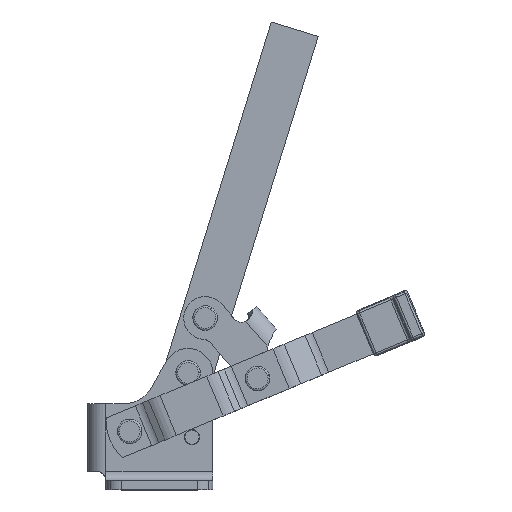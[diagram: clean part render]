
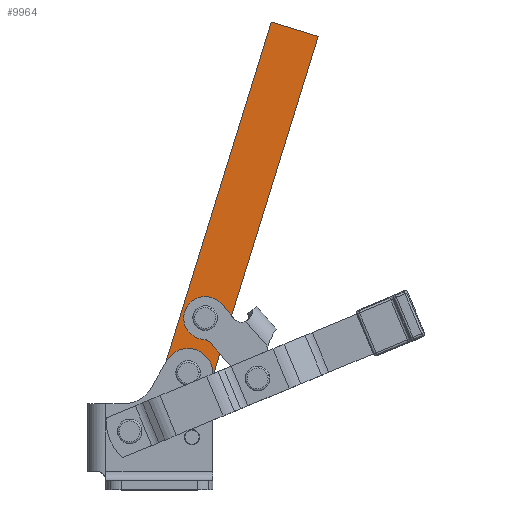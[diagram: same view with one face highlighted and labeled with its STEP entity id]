
A CAD part, top view. The second image highlights one B-rep face of the part: STEP entity #9964.
In plain terms, the highlighted planar face has unit normal (0, 0, 1).
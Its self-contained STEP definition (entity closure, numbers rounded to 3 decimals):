
#4724=CARTESIAN_POINT('',(29.107,8.277,-3.422));
#4725=VERTEX_POINT('',#4724);
#4741=CARTESIAN_POINT('',(27.962,8.581,-3.422));
#4742=VERTEX_POINT('',#4741);
#4749=CARTESIAN_POINT('',(27.779,5.587,-3.422));
#4750=DIRECTION('',(0.,0.,1.));
#4751=DIRECTION('',(0.443,0.897,0.));
#4752=AXIS2_PLACEMENT_3D('',#4749,#4750,#4751);
#4753=CIRCLE('',#4752,3.0);
#4754=EDGE_CURVE('',#4725,#4742,#4753,.T.);
#4766=CARTESIAN_POINT('',(27.645,22.529,-3.422));
#4767=VERTEX_POINT('',#4766);
#4783=CARTESIAN_POINT('',(33.675,20.155,-3.422));
#4784=VERTEX_POINT('',#4783);
#4791=CARTESIAN_POINT('',(28.388,15.568,-3.422));
#4792=DIRECTION('',(0.,0.,-1.0));
#4793=DIRECTION('',(-0.106,0.994,0.));
#4794=AXIS2_PLACEMENT_3D('',#4791,#4792,#4793);
#4795=CIRCLE('',#4794,7.0);
#4796=EDGE_CURVE('',#4767,#4784,#4795,.T.);
#6809=CARTESIAN_POINT('',(30.85,-3.505,-3.422));
#6810=VERTEX_POINT('',#6809);
#6817=CARTESIAN_POINT('',(30.85,-2.293,-3.422));
#6818=VERTEX_POINT('',#6817);
#6819=CARTESIAN_POINT('',(30.85,-2.293,-3.422));
#6820=DIRECTION('',(0.0,-1.0,0.0));
#6821=VECTOR('',#6820,1.212);
#6822=LINE('',#6819,#6821);
#6823=EDGE_CURVE('',#6818,#6810,#6822,.T.);
#6972=CARTESIAN_POINT('',(15.922,1.707,-3.422));
#6973=VERTEX_POINT('',#6972);
#6988=CARTESIAN_POINT('',(22.85,-2.293,-3.422));
#6989=DIRECTION('',(0.0,0.0,-1.0));
#6990=DIRECTION('',(-1.0,0.0,0.0));
#6991=AXIS2_PLACEMENT_3D('',#6988,#6989,#6990);
#6992=CIRCLE('',#6991,8.0);
#6993=EDGE_CURVE('',#6973,#6818,#6992,.T.);
#7261=CARTESIAN_POINT('',(15.474,0.931,-3.422));
#7262=VERTEX_POINT('',#7261);
#8980=CARTESIAN_POINT('',(15.922,1.707,-3.422));
#8981=DIRECTION('',(-0.5,-0.866,0.));
#8982=VECTOR('',#8981,0.896);
#8983=LINE('',#8980,#8982);
#8984=EDGE_CURVE('',#6973,#7262,#8983,.T.);
#9781=CARTESIAN_POINT('',(49.857,111.828,-3.422));
#9782=VERTEX_POINT('',#9781);
#9783=CARTESIAN_POINT('',(65.139,107.09,-3.422));
#9784=VERTEX_POINT('',#9783);
#9785=CARTESIAN_POINT('',(49.857,111.828,-3.422));
#9786=DIRECTION('',(0.955,-0.296,0.));
#9787=VECTOR('',#9786,16.);
#9788=LINE('',#9785,#9787);
#9789=EDGE_CURVE('',#9782,#9784,#9788,.T.);
#9830=CARTESIAN_POINT('',(15.474,0.931,-3.422));
#9831=DIRECTION('',(0.296,0.955,0.));
#9832=VECTOR('',#9831,116.104);
#9833=LINE('',#9830,#9832);
#9834=EDGE_CURVE('',#7262,#9782,#9833,.T.);
#9894=CARTESIAN_POINT('',(36.998,16.325,-3.422));
#9895=VERTEX_POINT('',#9894);
#9896=CARTESIAN_POINT('',(65.139,107.09,-3.422));
#9897=DIRECTION('',(-0.296,-0.955,0.));
#9898=VECTOR('',#9897,95.027);
#9899=LINE('',#9896,#9898);
#9900=EDGE_CURVE('',#9784,#9895,#9899,.T.);
#9902=CARTESIAN_POINT('',(33.163,3.958,-3.422));
#9903=VERTEX_POINT('',#9902);
#9910=CARTESIAN_POINT('',(33.163,3.958,-3.422));
#9911=DIRECTION('',(-0.296,-0.955,0.));
#9912=VECTOR('',#9911,7.813);
#9913=LINE('',#9910,#9912);
#9914=EDGE_CURVE('',#9903,#6810,#9913,.T.);
#9920=CARTESIAN_POINT('',(38.989,49.762,-3.422));
#9921=DIRECTION('',(0.0,0.0,1.0));
#9922=DIRECTION('',(-0.296,-0.955,0.0));
#9923=AXIS2_PLACEMENT_3D('',#9920,#9921,#9922);
#9924=PLANE('',#9923);
#9925=CARTESIAN_POINT('',(33.675,20.155,-3.422));
#9926=DIRECTION('',(0.655,-0.755,0.));
#9927=VECTOR('',#9926,5.07);
#9928=LINE('',#9925,#9927);
#9929=EDGE_CURVE('',#4784,#9895,#9928,.T.);
#9930=ORIENTED_EDGE('',*,*,#9929,.T.);
#9931=ORIENTED_EDGE('',*,*,#9900,.F.);
#9932=ORIENTED_EDGE('',*,*,#9789,.F.);
#9933=ORIENTED_EDGE('',*,*,#9834,.F.);
#9934=ORIENTED_EDGE('',*,*,#8984,.F.);
#9935=ORIENTED_EDGE('',*,*,#6993,.T.);
#9936=ORIENTED_EDGE('',*,*,#6823,.T.);
#9937=ORIENTED_EDGE('',*,*,#9914,.F.);
#9938=CARTESIAN_POINT('',(30.045,7.552,-3.422));
#9939=VERTEX_POINT('',#9938);
#9940=CARTESIAN_POINT('',(33.163,3.958,-3.422));
#9941=DIRECTION('',(-0.655,0.755,0.));
#9942=VECTOR('',#9941,4.759);
#9943=LINE('',#9940,#9942);
#9944=EDGE_CURVE('',#9903,#9939,#9943,.T.);
#9945=ORIENTED_EDGE('',*,*,#9944,.T.);
#9946=CARTESIAN_POINT('',(27.779,5.587,-3.422));
#9947=DIRECTION('',(0.,0.,1.));
#9948=DIRECTION('',(0.443,0.897,0.));
#9949=AXIS2_PLACEMENT_3D('',#9946,#9947,#9948);
#9950=CIRCLE('',#9949,3.0);
#9951=EDGE_CURVE('',#9939,#4725,#9950,.T.);
#9952=ORIENTED_EDGE('',*,*,#9951,.T.);
#9953=ORIENTED_EDGE('',*,*,#4754,.T.);
#9954=CARTESIAN_POINT('',(28.388,15.568,-3.422));
#9955=DIRECTION('',(0.,0.,-1.0));
#9956=DIRECTION('',(-0.106,0.994,0.));
#9957=AXIS2_PLACEMENT_3D('',#9954,#9955,#9956);
#9958=CIRCLE('',#9957,7.0);
#9959=EDGE_CURVE('',#4742,#4767,#9958,.T.);
#9960=ORIENTED_EDGE('',*,*,#9959,.T.);
#9961=ORIENTED_EDGE('',*,*,#4796,.T.);
#9962=EDGE_LOOP('',(#9930,#9931,#9932,#9933,#9934,#9935,#9936,#9937,#9945,#9952,#9953,#9960,#9961));
#9963=FACE_OUTER_BOUND('',#9962,.T.);
#9964=ADVANCED_FACE('',(#9963),#9924,.T.);
